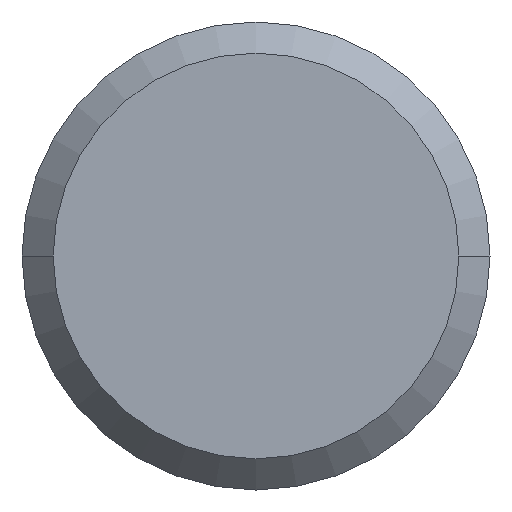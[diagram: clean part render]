
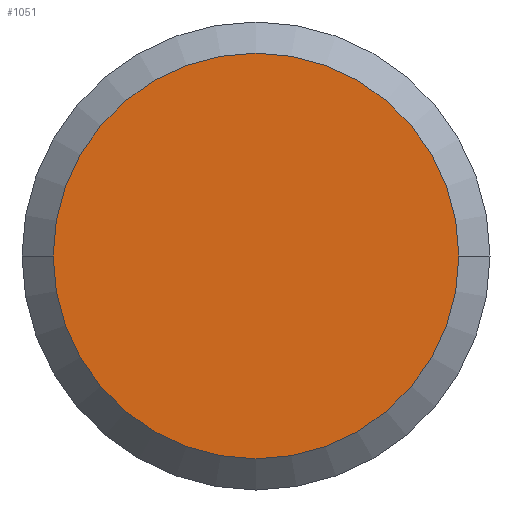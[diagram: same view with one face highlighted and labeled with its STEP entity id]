
A CAD part, front view. The second image highlights one B-rep face of the part: STEP entity #1051.
In plain terms, the highlighted planar face has unit normal (0, -1, 0).
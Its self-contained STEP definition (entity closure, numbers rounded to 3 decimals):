
#53=CARTESIAN_POINT('',(0.,-64.,0.));
#54=DIRECTION('',(0.,1.,0.));
#55=DIRECTION('',(-1.,0.,0.));
#56=AXIS2_PLACEMENT_3D('',#53,#54,#55);
#61=CARTESIAN_POINT('',(0.,-64.,0.));
#62=DIRECTION('',(0.,-1.,0.));
#63=DIRECTION('',(-1.,0.,0.));
#64=AXIS2_PLACEMENT_3D('',#61,#62,#63);
#933=CARTESIAN_POINT('',(-5.2,-64.,0.));
#935=VERTEX_POINT('',#933);
#937=CARTESIAN_POINT('',(5.2,-64.,0.));
#939=VERTEX_POINT('',#937);
#1040=CARTESIAN_POINT('',(0.,-64.,0.));
#1041=DIRECTION('',(0.,-1.,0.));
#1042=DIRECTION('',(1.,0.,0.));
#1043=AXIS2_PLACEMENT_3D('',#1040,#1041,#1042);
#1044=PLANE('',#1043);
#1046=ORIENTED_EDGE('',*,*,#1045,.T.);
#1048=ORIENTED_EDGE('',*,*,#1047,.F.);
#1049=EDGE_LOOP('',(#1046,#1048));
#1050=FACE_OUTER_BOUND('',#1049,.F.);
#1051=ADVANCED_FACE('',(#1050),#1044,.T.);
#57=CIRCLE('',#56,5.2);
#65=CIRCLE('',#64,5.2);
#1045=EDGE_CURVE('',#935,#939,#57,.T.);
#1047=EDGE_CURVE('',#935,#939,#65,.T.);
